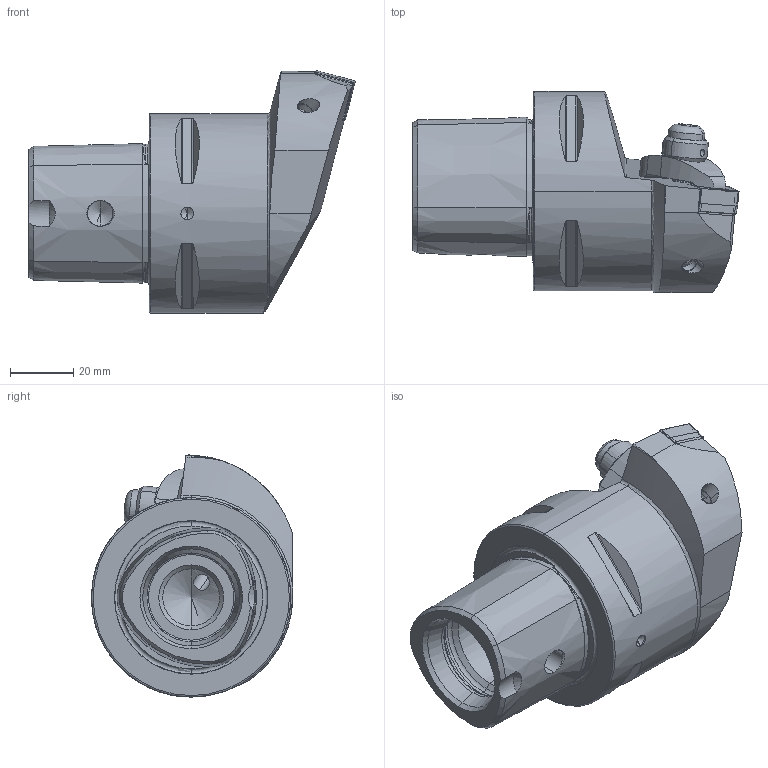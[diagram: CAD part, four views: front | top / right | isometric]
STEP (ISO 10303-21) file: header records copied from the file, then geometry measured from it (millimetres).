
FILE_DESCRIPTION (( 'STEP AP203' ), '1' );
FILE_NAME ('PS6.KSD.LBA.065.STEP', '2024-08-22T13:16:03', ( '' ), ( '' ), 'SwSTEP 2.0', 'SolidWorks 2022', '' );
FILE_SCHEMA (( 'CONFIG_CONTROL_DESIGN' ));
Length unit declared in the file: millimetre
Products named in the file (10): WSD-ER2.101.003_A; SNMG120404; PS6-KSD.LBA.065_A_Fertigbearbeitung; PS6.KSD.LBA.065; ISO 13337 - 3 x 12_PreviewCfg; WCC-ER3.102.024_C; WCC-ER5.102.012_B; WCC-ER4.103.032_A; WCC-ER2.001.010_A; KVT_MB_600_060
Assembly tree (9 placements, depth 2):
  PS6.KSD.LBA.065
    PS6-KSD.LBA.065_A_Fertigbearbeitung
    WSD-ER2.101.003_A
    WCC-ER2.001.010_A
    SNMG120404
    WCC-ER3.102.024_C
    WCC-ER5.102.012_B
    WCC-ER4.103.032_A
    ISO 13337 - 3 x 12_PreviewCfg
    KVT_MB_600_060
Bounding box: 103 x 63.5 x 76.5 mm (x, y, z)
Volume: 166612.7 mm3; surface area: 33779.6 mm2
Topology: 11 solids, 11 shells, 433 faces, 1040 edges, 623 vertices
Faces by surface type: cylinder 132, cone 126, plane 104, torus 57, bspline 12, sphere 2
Entity records: 14913 total; most frequent: CARTESIAN_POINT 4063, DIRECTION 2092, ORIENTED_EDGE 2034, EDGE_CURVE 1017, AXIS2_PLACEMENT_3D 846, VERTEX_POINT 620, EDGE_LOOP 467, ADVANCED_FACE 433
